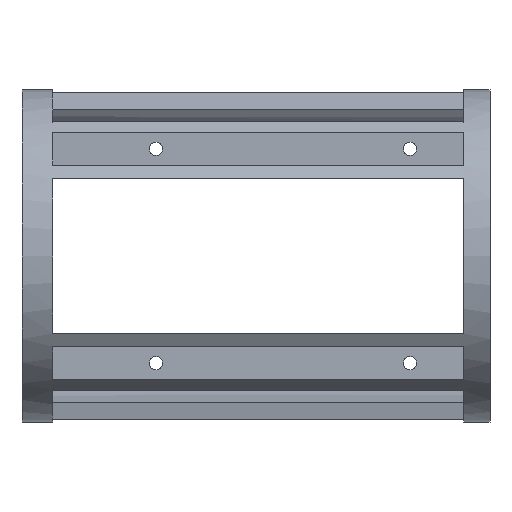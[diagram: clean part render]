
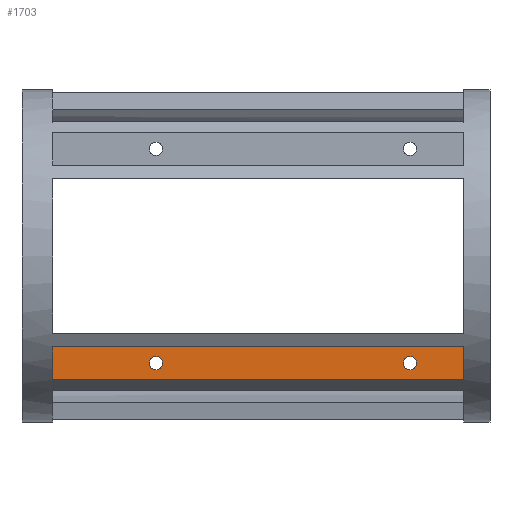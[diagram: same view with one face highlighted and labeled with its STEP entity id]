
A CAD part, front view. The second image highlights one B-rep face of the part: STEP entity #1703.
In plain terms, the highlighted planar face has unit normal (0, -1, 0).
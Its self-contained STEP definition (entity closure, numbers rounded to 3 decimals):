
#62=FACE_BOUND('',#218,.T.);
#63=FACE_BOUND('',#219,.T.);
#117=FACE_OUTER_BOUND('',#217,.T.);
#217=EDGE_LOOP('',(#1306,#1307,#1308,#1309));
#218=EDGE_LOOP('',(#1310));
#219=EDGE_LOOP('',(#1311));
#365=LINE('',#2695,#519);
#366=LINE('',#2697,#520);
#367=LINE('',#2699,#521);
#368=LINE('',#2700,#522);
#519=VECTOR('',#2166,10.);
#520=VECTOR('',#2167,10.);
#521=VECTOR('',#2168,10.);
#522=VECTOR('',#2169,10.);
#650=CIRCLE('',#1846,1.5);
#651=CIRCLE('',#1847,1.5);
#782=VERTEX_POINT('',#2693);
#783=VERTEX_POINT('',#2694);
#784=VERTEX_POINT('',#2696);
#785=VERTEX_POINT('',#2698);
#786=VERTEX_POINT('',#2701);
#787=VERTEX_POINT('',#2703);
#976=EDGE_CURVE('',#782,#783,#365,.T.);
#977=EDGE_CURVE('',#784,#783,#366,.T.);
#978=EDGE_CURVE('',#785,#784,#367,.T.);
#979=EDGE_CURVE('',#785,#782,#368,.T.);
#980=EDGE_CURVE('',#786,#786,#650,.T.);
#981=EDGE_CURVE('',#787,#787,#651,.T.);
#1306=ORIENTED_EDGE('',*,*,#976,.T.);
#1307=ORIENTED_EDGE('',*,*,#977,.F.);
#1308=ORIENTED_EDGE('',*,*,#978,.F.);
#1309=ORIENTED_EDGE('',*,*,#979,.T.);
#1310=ORIENTED_EDGE('',*,*,#980,.T.);
#1311=ORIENTED_EDGE('',*,*,#981,.T.);
#1638=PLANE('',#1845);
#1703=ADVANCED_FACE('',(#117,#62,#63),#1638,.T.);
#1845=AXIS2_PLACEMENT_3D('',#2692,#2164,#2165);
#1846=AXIS2_PLACEMENT_3D('',#2702,#2170,#2171);
#1847=AXIS2_PLACEMENT_3D('',#2704,#2172,#2173);
#2164=DIRECTION('center_axis',(0.,-1.,0.));
#2165=DIRECTION('ref_axis',(0.,0.,1.));
#2166=DIRECTION('',(0.,0.,-1.));
#2167=DIRECTION('',(-1.,0.,0.));
#2168=DIRECTION('',(0.,0.,-1.));
#2169=DIRECTION('',(-1.,0.,0.));
#2170=DIRECTION('center_axis',(0.,1.,0.));
#2171=DIRECTION('ref_axis',(1.,0.,0.));
#2172=DIRECTION('center_axis',(0.,1.,0.));
#2173=DIRECTION('ref_axis',(-1.,0.,0.));
#2692=CARTESIAN_POINT('Origin',(-22.,-25.35,-28.309));
#2693=CARTESIAN_POINT('',(-122.,-25.35,-20.732));
#2694=CARTESIAN_POINT('',(-122.,-25.35,-28.309));
#2695=CARTESIAN_POINT('',(-122.,-25.35,-13.413));
#2696=CARTESIAN_POINT('',(-28.,-25.35,-28.309));
#2697=CARTESIAN_POINT('',(-22.,-25.35,-28.309));
#2698=CARTESIAN_POINT('',(-28.,-25.35,-20.732));
#2699=CARTESIAN_POINT('',(-28.,-25.35,-14.154));
#2700=CARTESIAN_POINT('',(-22.,-25.35,-20.732));
#2701=CARTESIAN_POINT('',(-41.8,-25.35,-24.5));
#2702=CARTESIAN_POINT('Origin',(-40.3,-25.35,-24.5));
#2703=CARTESIAN_POINT('',(-96.886,-25.35,-24.5));
#2704=CARTESIAN_POINT('Origin',(-98.386,-25.35,-24.5));
